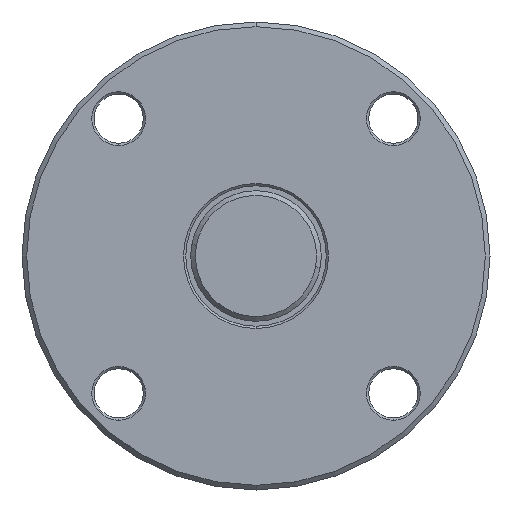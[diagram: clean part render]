
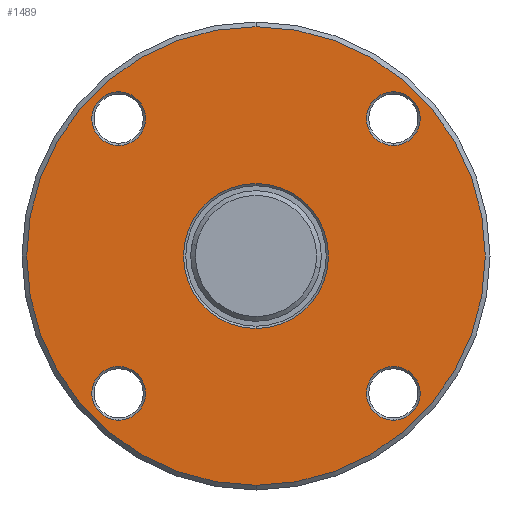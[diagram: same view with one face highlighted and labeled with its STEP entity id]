
A CAD part, front view. The second image highlights one B-rep face of the part: STEP entity #1489.
In plain terms, the highlighted planar face has unit normal (0, -1, 0).
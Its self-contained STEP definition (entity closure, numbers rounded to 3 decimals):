
#231 = CIRCLE ( 'NONE', #2890, 49. ) ;
#509 = CIRCLE ( 'NONE', #6001, 5.75 ) ;
#596 = CARTESIAN_POINT ( 'NONE',  ( -29.35, 0., -23.6 ) ) ;
#968 = AXIS2_PLACEMENT_3D ( 'NONE', #8646, #3483, #9512 ) ;
#1001 = CIRCLE ( 'NONE', #4313, 5.75 ) ;
#1039 = EDGE_LOOP ( 'NONE', ( #5579, #5725 ) ) ;
#1194 = VERTEX_POINT ( 'NONE', #6454 ) ;
#1213 = EDGE_CURVE ( 'NONE', #10944, #7977, #1589, .T. ) ;
#1281 = CARTESIAN_POINT ( 'NONE',  ( 0., 0., 15.5 ) ) ;
#1427 = CARTESIAN_POINT ( 'NONE',  ( -29.35, 0., -35.1 ) ) ;
#1489 = ADVANCED_FACE ( 'NONE', ( #8625, #10583, #4829, #1730, #8333, #6051 ), #3808, .F. ) ;
#1589 = CIRCLE ( 'NONE', #7055, 49. ) ;
#1603 = EDGE_CURVE ( 'NONE', #6024, #7722, #9818, .T. ) ;
#1625 = CARTESIAN_POINT ( 'NONE',  ( 0., 0., -15.5 ) ) ;
#1730 = FACE_BOUND ( 'NONE', #8796, .T. ) ;
#1802 = AXIS2_PLACEMENT_3D ( 'NONE', #4940, #10923, #5816 ) ;
#2028 = EDGE_LOOP ( 'NONE', ( #5748, #5871 ) ) ;
#2169 = EDGE_CURVE ( 'NONE', #9081, #7303, #1001, .T. ) ;
#2201 = CIRCLE ( 'NONE', #968, 5.75 ) ;
#2271 = VERTEX_POINT ( 'NONE', #6428 ) ;
#2295 = DIRECTION ( 'NONE',  ( 0., -1., 0. ) ) ;
#2346 = DIRECTION ( 'NONE',  ( 0., 1., 0. ) ) ;
#2631 = DIRECTION ( 'NONE',  ( 0., 0., 1. ) ) ;
#2655 = DIRECTION ( 'NONE',  ( 0., 1., 0. ) ) ;
#2664 = CARTESIAN_POINT ( 'NONE',  ( 0., 0., 0. ) ) ;
#2685 = DIRECTION ( 'NONE',  ( 0., 1., 0. ) ) ;
#2754 = VERTEX_POINT ( 'NONE', #10740 ) ;
#2890 = AXIS2_PLACEMENT_3D ( 'NONE', #7453, #2295, #8326 ) ;
#3039 = ORIENTED_EDGE ( 'NONE', *, *, #8113, .T. ) ;
#3103 = AXIS2_PLACEMENT_3D ( 'NONE', #5176, #11139, #6046 ) ;
#3256 = CIRCLE ( 'NONE', #8686, 5.75 ) ;
#3483 = DIRECTION ( 'NONE',  ( 0., 1., 0. ) ) ;
#3514 = EDGE_CURVE ( 'NONE', #4056, #1194, #2201, .T. ) ;
#3551 = CARTESIAN_POINT ( 'NONE',  ( 29.35, 0., 29.35 ) ) ;
#3638 = AXIS2_PLACEMENT_3D ( 'NONE', #3551, #9577, #4418 ) ;
#3654 = DIRECTION ( 'NONE',  ( 0., 0., 1. ) ) ;
#3674 = DIRECTION ( 'NONE',  ( 0., 1., 0. ) ) ;
#3707 = EDGE_LOOP ( 'NONE', ( #6378, #6389 ) ) ;
#3770 = CARTESIAN_POINT ( 'NONE',  ( 0., 0., -49. ) ) ;
#3808 = PLANE ( 'NONE',  #6827 ) ;
#3839 = CARTESIAN_POINT ( 'NONE',  ( -29.35, 0., -29.35 ) ) ;
#3885 = DIRECTION ( 'NONE',  ( 0., 1., 0. ) ) ;
#3886 = CARTESIAN_POINT ( 'NONE',  ( -29.35, 0., 29.35 ) ) ;
#4056 = VERTEX_POINT ( 'NONE', #10368 ) ;
#4217 = CIRCLE ( 'NONE', #7934, 5.75 ) ;
#4313 = AXIS2_PLACEMENT_3D ( 'NONE', #3839, #9848, #4692 ) ;
#4336 = CARTESIAN_POINT ( 'NONE',  ( -15., 0., 0. ) ) ;
#4395 = EDGE_CURVE ( 'NONE', #1194, #4056, #4898, .T. ) ;
#4418 = DIRECTION ( 'NONE',  ( 0., 0., 1. ) ) ;
#4524 = VERTEX_POINT ( 'NONE', #9935 ) ;
#4692 = DIRECTION ( 'NONE',  ( 0., 0., 1. ) ) ;
#4742 = DIRECTION ( 'NONE',  ( 0., 0., 1. ) ) ;
#4829 = FACE_BOUND ( 'NONE', #3707, .T. ) ;
#4898 = CIRCLE ( 'NONE', #9450, 5.75 ) ;
#4940 = CARTESIAN_POINT ( 'NONE',  ( 0., 0., 0. ) ) ;
#5176 = CARTESIAN_POINT ( 'NONE',  ( 29.35, 0., -29.35 ) ) ;
#5425 = CIRCLE ( 'NONE', #3103, 5.75 ) ;
#5554 = VERTEX_POINT ( 'NONE', #9494 ) ;
#5579 = ORIENTED_EDGE ( 'NONE', *, *, #6387, .T. ) ;
#5725 = ORIENTED_EDGE ( 'NONE', *, *, #1603, .T. ) ;
#5748 = ORIENTED_EDGE ( 'NONE', *, *, #4395, .T. ) ;
#5816 = DIRECTION ( 'NONE',  ( 0., 0., 1. ) ) ;
#5871 = ORIENTED_EDGE ( 'NONE', *, *, #3514, .T. ) ;
#6001 = AXIS2_PLACEMENT_3D ( 'NONE', #7840, #2685, #8738 ) ;
#6024 = VERTEX_POINT ( 'NONE', #1281 ) ;
#6046 = DIRECTION ( 'NONE',  ( 0., 0., 1. ) ) ;
#6051 = FACE_OUTER_BOUND ( 'NONE', #8153, .T. ) ;
#6289 = ORIENTED_EDGE ( 'NONE', *, *, #9414, .T. ) ;
#6378 = ORIENTED_EDGE ( 'NONE', *, *, #2169, .T. ) ;
#6387 = EDGE_CURVE ( 'NONE', #7722, #6024, #9993, .T. ) ;
#6389 = ORIENTED_EDGE ( 'NONE', *, *, #7462, .T. ) ;
#6428 = CARTESIAN_POINT ( 'NONE',  ( 29.35, 0., 23.6 ) ) ;
#6454 = CARTESIAN_POINT ( 'NONE',  ( -29.35, 0., 23.6 ) ) ;
#6815 = ORIENTED_EDGE ( 'NONE', *, *, #8353, .T. ) ;
#6827 = AXIS2_PLACEMENT_3D ( 'NONE', #4336, #3674, #3654 ) ;
#6933 = ORIENTED_EDGE ( 'NONE', *, *, #10495, .T. ) ;
#7055 = AXIS2_PLACEMENT_3D ( 'NONE', #7651, #8039, #8304 ) ;
#7303 = VERTEX_POINT ( 'NONE', #596 ) ;
#7330 = ORIENTED_EDGE ( 'NONE', *, *, #9068, .T. ) ;
#7453 = CARTESIAN_POINT ( 'NONE',  ( 0., 0., 0. ) ) ;
#7462 = EDGE_CURVE ( 'NONE', #7303, #9081, #4217, .T. ) ;
#7497 = CARTESIAN_POINT ( 'NONE',  ( -29.35, 0., -29.35 ) ) ;
#7651 = CARTESIAN_POINT ( 'NONE',  ( 0., 0., 0. ) ) ;
#7722 = VERTEX_POINT ( 'NONE', #1625 ) ;
#7840 = CARTESIAN_POINT ( 'NONE',  ( 29.35, 0., 29.35 ) ) ;
#7934 = AXIS2_PLACEMENT_3D ( 'NONE', #7497, #2346, #8377 ) ;
#7977 = VERTEX_POINT ( 'NONE', #8587 ) ;
#8039 = DIRECTION ( 'NONE',  ( 0., -1., 0. ) ) ;
#8113 = EDGE_CURVE ( 'NONE', #2754, #5554, #5425, .T. ) ;
#8153 = EDGE_LOOP ( 'NONE', ( #7330, #9655 ) ) ;
#8304 = DIRECTION ( 'NONE',  ( 0., 0., 1. ) ) ;
#8326 = DIRECTION ( 'NONE',  ( 0., 0., 1. ) ) ;
#8333 = FACE_BOUND ( 'NONE', #10051, .T. ) ;
#8353 = EDGE_CURVE ( 'NONE', #4524, #2271, #509, .T. ) ;
#8377 = DIRECTION ( 'NONE',  ( 0., 0., 1. ) ) ;
#8587 = CARTESIAN_POINT ( 'NONE',  ( 0., 0., 49. ) ) ;
#8625 = FACE_BOUND ( 'NONE', #1039, .T. ) ;
#8646 = CARTESIAN_POINT ( 'NONE',  ( -29.35, 0., 29.35 ) ) ;
#8686 = AXIS2_PLACEMENT_3D ( 'NONE', #9040, #3885, #9902 ) ;
#8738 = DIRECTION ( 'NONE',  ( 0., 0., 1. ) ) ;
#8796 = EDGE_LOOP ( 'NONE', ( #6289, #3039 ) ) ;
#9040 = CARTESIAN_POINT ( 'NONE',  ( 29.35, 0., -29.35 ) ) ;
#9068 = EDGE_CURVE ( 'NONE', #7977, #10944, #231, .T. ) ;
#9081 = VERTEX_POINT ( 'NONE', #1427 ) ;
#9180 = CIRCLE ( 'NONE', #3638, 5.75 ) ;
#9414 = EDGE_CURVE ( 'NONE', #5554, #2754, #3256, .T. ) ;
#9450 = AXIS2_PLACEMENT_3D ( 'NONE', #3886, #9903, #4742 ) ;
#9494 = CARTESIAN_POINT ( 'NONE',  ( 29.35, 0., -35.1 ) ) ;
#9512 = DIRECTION ( 'NONE',  ( 0., 0., 1. ) ) ;
#9577 = DIRECTION ( 'NONE',  ( 0., 1., 0. ) ) ;
#9655 = ORIENTED_EDGE ( 'NONE', *, *, #1213, .T. ) ;
#9818 = CIRCLE ( 'NONE', #10268, 15.5 ) ;
#9848 = DIRECTION ( 'NONE',  ( 0., 1., 0. ) ) ;
#9902 = DIRECTION ( 'NONE',  ( 0., 0., 1. ) ) ;
#9903 = DIRECTION ( 'NONE',  ( 0., 1., 0. ) ) ;
#9935 = CARTESIAN_POINT ( 'NONE',  ( 29.35, 0., 35.1 ) ) ;
#9993 = CIRCLE ( 'NONE', #1802, 15.5 ) ;
#10051 = EDGE_LOOP ( 'NONE', ( #6933, #6815 ) ) ;
#10268 = AXIS2_PLACEMENT_3D ( 'NONE', #2664, #2655, #2631 ) ;
#10368 = CARTESIAN_POINT ( 'NONE',  ( -29.35, 0., 35.1 ) ) ;
#10495 = EDGE_CURVE ( 'NONE', #2271, #4524, #9180, .T. ) ;
#10583 = FACE_BOUND ( 'NONE', #2028, .T. ) ;
#10740 = CARTESIAN_POINT ( 'NONE',  ( 29.35, 0., -23.6 ) ) ;
#10923 = DIRECTION ( 'NONE',  ( 0., 1., 0. ) ) ;
#10944 = VERTEX_POINT ( 'NONE', #3770 ) ;
#11139 = DIRECTION ( 'NONE',  ( 0., 1., 0. ) ) ;
